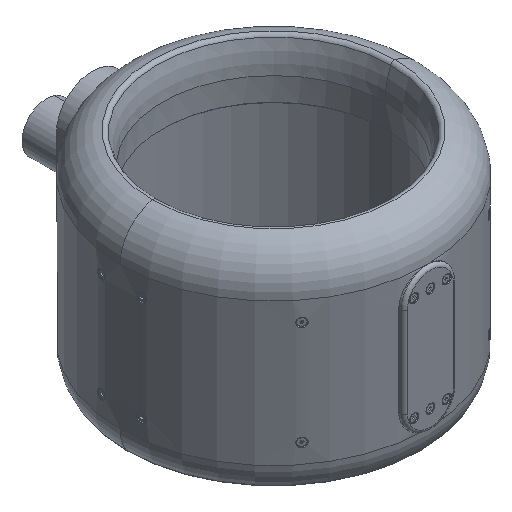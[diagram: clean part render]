
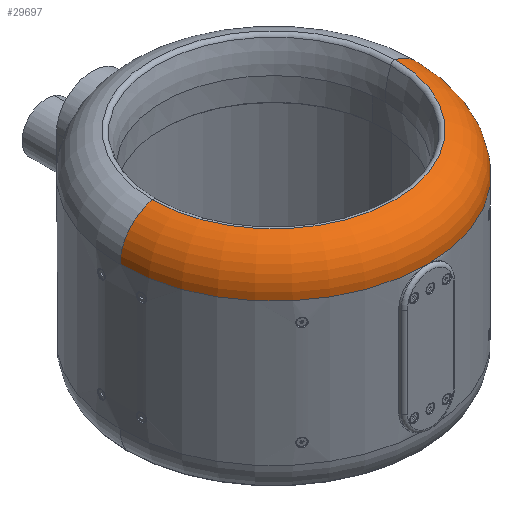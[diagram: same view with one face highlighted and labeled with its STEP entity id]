
A CAD part, isometric view. The second image highlights one B-rep face of the part: STEP entity #29697.
In plain terms, the highlighted toroidal (fillet/blend) face has major radius 172.594 mm and minor radius 62.406 mm.
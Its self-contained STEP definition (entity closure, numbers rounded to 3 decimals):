
#802 = DIRECTION ( 'NONE',  ( -1., 0., 0. ) ) ;
#1319 = CARTESIAN_POINT ( 'NONE',  ( 235., 0., 109. ) ) ;
#1781 = AXIS2_PLACEMENT_3D ( 'NONE', #4461, #16344, #30596 ) ;
#2041 = DIRECTION ( 'NONE',  ( 0., 0., 1. ) ) ;
#4060 = EDGE_CURVE ( 'NONE', #21137, #10240, #45072, .T. ) ;
#4266 = CIRCLE ( 'NONE', #8760, 235. ) ;
#4461 = CARTESIAN_POINT ( 'NONE',  ( 0., 0., 109. ) ) ;
#5036 = DIRECTION ( 'NONE',  ( 1., 0., 0. ) ) ;
#5253 = DIRECTION ( 'NONE',  ( 0., 0., 1. ) ) ;
#5716 = AXIS2_PLACEMENT_3D ( 'NONE', #19782, #2041, #16270 ) ;
#6721 = VERTEX_POINT ( 'NONE', #35067 ) ;
#7422 = AXIS2_PLACEMENT_3D ( 'NONE', #33034, #36331, #802 ) ;
#8012 = VERTEX_POINT ( 'NONE', #26809 ) ;
#8523 = DIRECTION ( 'NONE',  ( 0., 0., 1. ) ) ;
#8760 = AXIS2_PLACEMENT_3D ( 'NONE', #40531, #8523, #5036 ) ;
#10229 = CARTESIAN_POINT ( 'NONE',  ( 185.766, 0., 170. ) ) ;
#10240 = VERTEX_POINT ( 'NONE', #1319 ) ;
#12259 = CARTESIAN_POINT ( 'NONE',  ( 0., -235., 109. ) ) ;
#15110 = ORIENTED_EDGE ( 'NONE', *, *, #33874, .T. ) ;
#16270 = DIRECTION ( 'NONE',  ( 1., 0., 0. ) ) ;
#16344 = DIRECTION ( 'NONE',  ( 0., 0., 1. ) ) ;
#17038 = EDGE_CURVE ( 'NONE', #6721, #8012, #43964, .T. ) ;
#19063 = CIRCLE ( 'NONE', #27272, 62.406 ) ;
#19782 = CARTESIAN_POINT ( 'NONE',  ( 0., 0., 170. ) ) ;
#21021 = ORIENTED_EDGE ( 'NONE', *, *, #32712, .T. ) ;
#21137 = VERTEX_POINT ( 'NONE', #12259 ) ;
#25581 = CARTESIAN_POINT ( 'NONE',  ( 0., 0., 109. ) ) ;
#26507 = DIRECTION ( 'NONE',  ( 1., 0., 0. ) ) ;
#26618 = ORIENTED_EDGE ( 'NONE', *, *, #33591, .F. ) ;
#26809 = CARTESIAN_POINT ( 'NONE',  ( -185.766, 0., 170. ) ) ;
#27272 = AXIS2_PLACEMENT_3D ( 'NONE', #45241, #40015, #39319 ) ;
#27448 = EDGE_LOOP ( 'NONE', ( #39582, #15110, #33963, #21021, #26618 ) ) ;
#27966 = VERTEX_POINT ( 'NONE', #10229 ) ;
#29697 = ADVANCED_FACE ( 'NONE', ( #32353 ), #38303, .T. ) ;
#30596 = DIRECTION ( 'NONE',  ( 1., 0., 0. ) ) ;
#32353 = FACE_OUTER_BOUND ( 'NONE', #27448, .T. ) ;
#32712 = EDGE_CURVE ( 'NONE', #10240, #27966, #19063, .T. ) ;
#33034 = CARTESIAN_POINT ( 'NONE',  ( -172.594, 0., 109. ) ) ;
#33591 = EDGE_CURVE ( 'NONE', #8012, #27966, #45993, .T. ) ;
#33874 = EDGE_CURVE ( 'NONE', #6721, #21137, #4266, .T. ) ;
#33963 = ORIENTED_EDGE ( 'NONE', *, *, #4060, .T. ) ;
#35067 = CARTESIAN_POINT ( 'NONE',  ( -235., 0., 109. ) ) ;
#36068 = AXIS2_PLACEMENT_3D ( 'NONE', #25581, #5253, #26507 ) ;
#36331 = DIRECTION ( 'NONE',  ( 0., 1., 0. ) ) ;
#38303 = TOROIDAL_SURFACE ( 'NONE', #36068, 172.594, 62.406 ) ;
#39319 = DIRECTION ( 'NONE',  ( 1., 0., 0. ) ) ;
#39582 = ORIENTED_EDGE ( 'NONE', *, *, #17038, .F. ) ;
#40015 = DIRECTION ( 'NONE',  ( 0., -1., 0. ) ) ;
#40531 = CARTESIAN_POINT ( 'NONE',  ( 0., 0., 109. ) ) ;
#43964 = CIRCLE ( 'NONE', #7422, 62.406 ) ;
#45072 = CIRCLE ( 'NONE', #1781, 235. ) ;
#45241 = CARTESIAN_POINT ( 'NONE',  ( 172.594, 0., 109. ) ) ;
#45993 = CIRCLE ( 'NONE', #5716, 185.766 ) ;
